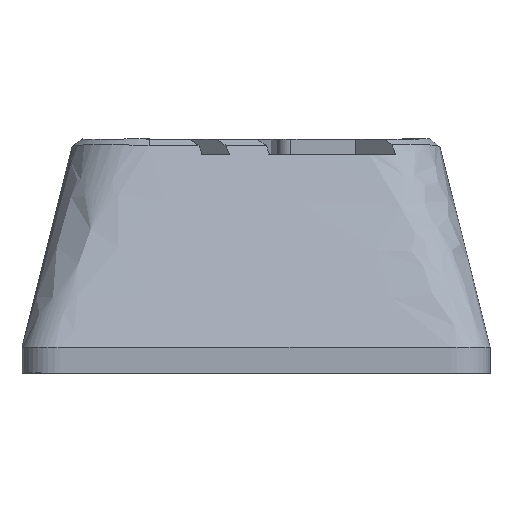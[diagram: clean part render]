
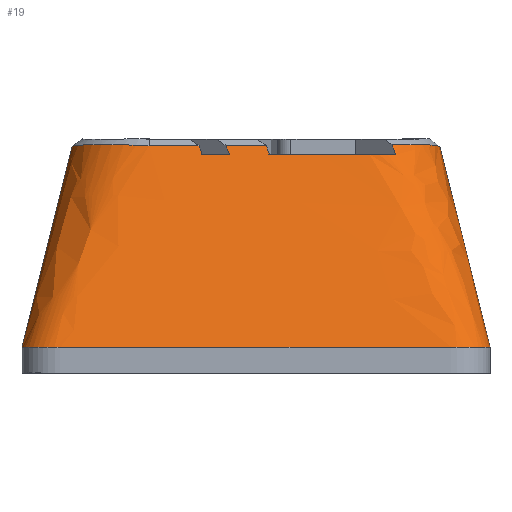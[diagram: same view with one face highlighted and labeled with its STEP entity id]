
A CAD part, front view. The second image highlights one B-rep face of the part: STEP entity #19.
In plain terms, the highlighted free-form (B-spline) face has degree [1, 2] with [2, 9] control points.
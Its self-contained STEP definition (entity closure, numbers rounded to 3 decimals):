
#19=ADVANCED_FACE('',(#119),#1580,.T.);
#119=FACE_OUTER_BOUND('',#219,.T.);
#219=EDGE_LOOP('',(#336,#337,#338,#339,#340,#341,#342,#343,#344,#345,#346,
#347,#348,#349));
#336=ORIENTED_EDGE('',*,*,#1117,.T.);
#337=ORIENTED_EDGE('',*,*,#881,.T.);
#338=ORIENTED_EDGE('',*,*,#880,.T.);
#339=ORIENTED_EDGE('',*,*,#1060,.T.);
#340=ORIENTED_EDGE('',*,*,#1062,.F.);
#341=ORIENTED_EDGE('',*,*,#1059,.T.);
#342=ORIENTED_EDGE('',*,*,#1109,.T.);
#343=ORIENTED_EDGE('',*,*,#1058,.T.);
#344=ORIENTED_EDGE('',*,*,#1061,.F.);
#345=ORIENTED_EDGE('',*,*,#1057,.T.);
#346=ORIENTED_EDGE('',*,*,#1108,.T.);
#347=ORIENTED_EDGE('',*,*,#879,.T.);
#348=ORIENTED_EDGE('',*,*,#868,.F.);
#349=ORIENTED_EDGE('',*,*,#1116,.F.);
#868=EDGE_CURVE('',#1417,#1421,#1150,.T.);
#879=EDGE_CURVE('',#1423,#1421,#1191,.T.);
#880=EDGE_CURVE('',#1424,#1527,#1192,.T.);
#881=EDGE_CURVE('',#1425,#1424,#1193,.T.);
#1057=EDGE_CURVE('',#1521,#1522,#1347,.T.);
#1058=EDGE_CURVE('',#1523,#1524,#1348,.T.);
#1059=EDGE_CURVE('',#1525,#1526,#1349,.T.);
#1060=EDGE_CURVE('',#1527,#1528,#1350,.T.);
#1061=EDGE_CURVE('',#1521,#1524,#1166,.T.);
#1062=EDGE_CURVE('',#1525,#1528,#1167,.T.);
#1108=EDGE_CURVE('',#1522,#1423,#1396,.T.);
#1109=EDGE_CURVE('',#1526,#1523,#1397,.T.);
#1116=EDGE_CURVE('',#1573,#1417,#1170,.T.);
#1117=EDGE_CURVE('',#1573,#1425,#1171,.T.);
#1150=(
BOUNDED_CURVE()
B_SPLINE_CURVE(1,(#2504,#2505),.UNSPECIFIED.,.F.,.F.)
B_SPLINE_CURVE_WITH_KNOTS((2,2),(11.131,19.935),
 .UNSPECIFIED.)
CURVE()
GEOMETRIC_REPRESENTATION_ITEM()
RATIONAL_B_SPLINE_CURVE((1.,1.))
REPRESENTATION_ITEM('')
);
#1166=(
BOUNDED_CURVE()
B_SPLINE_CURVE(2,(#3143,#3144,#3145),.UNSPECIFIED.,.F.,.F.)
B_SPLINE_CURVE_WITH_KNOTS((3,3),(7.837,9.514),
 .UNSPECIFIED.)
CURVE()
GEOMETRIC_REPRESENTATION_ITEM()
RATIONAL_B_SPLINE_CURVE((1.,1.,1.))
REPRESENTATION_ITEM('')
);
#1167=(
BOUNDED_CURVE()
B_SPLINE_CURVE(2,(#3146,#3147,#3148,#3149,#3150),.UNSPECIFIED.,.F.,.F.)
B_SPLINE_CURVE_WITH_KNOTS((3,2,3),(11.993,18.,19.128),
 .UNSPECIFIED.)
CURVE()
GEOMETRIC_REPRESENTATION_ITEM()
RATIONAL_B_SPLINE_CURVE((1.,1.,1.,0.98,1.))
REPRESENTATION_ITEM('')
);
#1170=(
BOUNDED_CURVE()
B_SPLINE_CURVE(2,(#3310,#3311,#3312,#3313,#3314,#3315,#3316,#3317,#3318),
 .UNSPECIFIED.,.F.,.F.)
B_SPLINE_CURVE_WITH_KNOTS((3,2,2,2,3),(-36.,-22.303,-18.,-4.303,
0.),.UNSPECIFIED.)
CURVE()
GEOMETRIC_REPRESENTATION_ITEM()
RATIONAL_B_SPLINE_CURVE((1.,1.,1.,0.707,1.,1.,1.,0.707,
1.))
REPRESENTATION_ITEM('')
);
#1171=(
BOUNDED_CURVE()
B_SPLINE_CURVE(1,(#3319,#3320),.UNSPECIFIED.,.F.,.F.)
B_SPLINE_CURVE_WITH_KNOTS((2,2),(11.131,19.935),
 .UNSPECIFIED.)
CURVE()
GEOMETRIC_REPRESENTATION_ITEM()
RATIONAL_B_SPLINE_CURVE((1.,1.))
REPRESENTATION_ITEM('')
);
#1191=B_SPLINE_CURVE_WITH_KNOTS('',3,(#2561,#2562,#2563,#2564,#2565),
 .UNSPECIFIED.,.F.,.F.,(4,1,4),(44.896,46.906,48.917),
 .UNSPECIFIED.);
#1192=B_SPLINE_CURVE_WITH_KNOTS('',3,(#2566,#2567,#2568,#2569,#2570),
 .UNSPECIFIED.,.F.,.F.,(4,1,4),(32.649,34.66,35.663),
 .UNSPECIFIED.);
#1193=B_SPLINE_CURVE_WITH_KNOTS('',3,(#2571,#2572,#2573,#2574),
 .UNSPECIFIED.,.F.,.F.,(4,4),(24.384,32.649),
 .UNSPECIFIED.);
#1347=B_SPLINE_CURVE_WITH_KNOTS('',3,(#3127,#3128,#3129,#3130),
 .UNSPECIFIED.,.F.,.F.,(4,4),(0.,0.386),.UNSPECIFIED.);
#1348=B_SPLINE_CURVE_WITH_KNOTS('',3,(#3131,#3132,#3133,#3134),
 .UNSPECIFIED.,.F.,.F.,(4,4),(0.294,0.68),
 .UNSPECIFIED.);
#1349=B_SPLINE_CURVE_WITH_KNOTS('',3,(#3135,#3136,#3137,#3138),
 .UNSPECIFIED.,.F.,.F.,(4,4),(0.,0.386),.UNSPECIFIED.);
#1350=B_SPLINE_CURVE_WITH_KNOTS('',3,(#3139,#3140,#3141,#3142),
 .UNSPECIFIED.,.F.,.F.,(4,4),(0.251,0.682),
 .UNSPECIFIED.);
#1396=B_SPLINE_CURVE_WITH_KNOTS('',3,(#3278,#3279,#3280,#3281),
 .UNSPECIFIED.,.F.,.F.,(4,4),(42.975,44.896),
 .UNSPECIFIED.);
#1397=B_SPLINE_CURVE_WITH_KNOTS('',3,(#3282,#3283,#3284,#3285),
 .UNSPECIFIED.,.F.,.F.,(4,4),(40.387,41.931),
 .UNSPECIFIED.);
#1417=VERTEX_POINT('',#2319);
#1421=VERTEX_POINT('',#2323);
#1423=VERTEX_POINT('',#2325);
#1424=VERTEX_POINT('',#2326);
#1425=VERTEX_POINT('',#2327);
#1521=VERTEX_POINT('',#2423);
#1522=VERTEX_POINT('',#2424);
#1523=VERTEX_POINT('',#2425);
#1524=VERTEX_POINT('',#2426);
#1525=VERTEX_POINT('',#2427);
#1526=VERTEX_POINT('',#2428);
#1527=VERTEX_POINT('',#2429);
#1528=VERTEX_POINT('',#2430);
#1573=VERTEX_POINT('',#2475);
#1580=(
BOUNDED_SURFACE()
B_SPLINE_SURFACE(1,2,((#2170,#2171,#2172,#2173,#2174,#2175,#2176,#2177,
#2178),(#2179,#2180,#2181,#2182,#2183,#2184,#2185,#2186,#2187)),
 .UNSPECIFIED.,.F.,.F.,.F.)
B_SPLINE_SURFACE_WITH_KNOTS((2,2),(3,2,2,2,3),(11.131,20.282),
(-36.,-22.303,-18.,-4.303,0.),.UNSPECIFIED.)
GEOMETRIC_REPRESENTATION_ITEM()
RATIONAL_B_SPLINE_SURFACE(((1.,1.,1.,0.707,1.,1.,1.,0.707,
1.),(1.,1.,1.,0.707,1.,1.,1.,0.707,1.)))
REPRESENTATION_ITEM('')
SURFACE()
);
#2170=CARTESIAN_POINT('',(9.,6.538,-8.));
#2171=CARTESIAN_POINT('',(9.,-0.962,-8.));
#2172=CARTESIAN_POINT('',(9.,-8.462,-8.));
#2173=CARTESIAN_POINT('',(9.,-9.962,-8.));
#2174=CARTESIAN_POINT('',(7.5,-9.962,-8.));
#2175=CARTESIAN_POINT('',(0.,-9.962,-8.));
#2176=CARTESIAN_POINT('',(-7.5,-9.962,-8.));
#2177=CARTESIAN_POINT('',(-9.,-9.962,-8.));
#2178=CARTESIAN_POINT('',(-9.,-8.462,-8.));
#2179=CARTESIAN_POINT('',(7.,4.038,0.));
#2180=CARTESIAN_POINT('',(7.,0.038,0.));
#2181=CARTESIAN_POINT('',(7.,-3.962,0.));
#2182=CARTESIAN_POINT('',(7.,-6.962,0.));
#2183=CARTESIAN_POINT('',(4.,-6.962,0.));
#2184=CARTESIAN_POINT('',(0.,-6.962,0.));
#2185=CARTESIAN_POINT('',(-4.,-6.962,0.));
#2186=CARTESIAN_POINT('',(-7.,-6.962,0.));
#2187=CARTESIAN_POINT('',(-7.,-3.962,0.));
#2319=CARTESIAN_POINT('',(-9.,-8.462,-8.));
#2323=CARTESIAN_POINT('',(-7.076,-4.133,-0.303));
#2325=CARTESIAN_POINT('',(-4.114,-7.059,-0.26));
#2326=CARTESIAN_POINT('',(7.076,-4.133,-0.303));
#2327=CARTESIAN_POINT('',(7.076,4.133,-0.303));
#2423=CARTESIAN_POINT('',(-2.063,-7.187,-0.6));
#2424=CARTESIAN_POINT('',(-2.192,-7.059,-0.26));
#2425=CARTESIAN_POINT('',(-1.149,-7.059,-0.26));
#2426=CARTESIAN_POINT('',(-1.02,-7.187,-0.6));
#2427=CARTESIAN_POINT('',(0.524,-7.187,-0.6));
#2428=CARTESIAN_POINT('',(0.396,-7.059,-0.26));
#2429=CARTESIAN_POINT('',(5.231,-6.819,-0.221));
#2430=CARTESIAN_POINT('',(5.377,-6.964,-0.6));
#2475=CARTESIAN_POINT('',(9.,6.538,-8.));
#2504=CARTESIAN_POINT('',(-9.,-8.462,-8.));
#2505=CARTESIAN_POINT('',(-7.076,-4.133,-0.303));
#2561=CARTESIAN_POINT('',(-4.114,-7.059,-0.26));
#2562=CARTESIAN_POINT('',(-4.885,-7.046,-0.222));
#2563=CARTESIAN_POINT('',(-6.375,-6.399,-0.197));
#2564=CARTESIAN_POINT('',(-7.062,-4.914,-0.246));
#2565=CARTESIAN_POINT('',(-7.076,-4.133,-0.303));
#2566=CARTESIAN_POINT('',(7.076,-4.133,-0.303));
#2567=CARTESIAN_POINT('',(7.062,-4.914,-0.246));
#2568=CARTESIAN_POINT('',(6.547,-6.027,-0.209));
#2569=CARTESIAN_POINT('',(5.581,-6.67,-0.214));
#2570=CARTESIAN_POINT('',(5.231,-6.819,-0.221));
#2571=CARTESIAN_POINT('',(7.076,4.133,-0.303));
#2572=CARTESIAN_POINT('',(7.076,1.378,-0.303));
#2573=CARTESIAN_POINT('',(7.076,-1.378,-0.303));
#2574=CARTESIAN_POINT('',(7.076,-4.133,-0.303));
#3127=CARTESIAN_POINT('',(-2.063,-7.187,-0.6));
#3128=CARTESIAN_POINT('',(-2.106,-7.145,-0.487));
#3129=CARTESIAN_POINT('',(-2.149,-7.102,-0.373));
#3130=CARTESIAN_POINT('',(-2.192,-7.059,-0.26));
#3131=CARTESIAN_POINT('',(-1.149,-7.059,-0.26));
#3132=CARTESIAN_POINT('',(-1.106,-7.102,-0.373));
#3133=CARTESIAN_POINT('',(-1.063,-7.145,-0.487));
#3134=CARTESIAN_POINT('',(-1.02,-7.187,-0.6));
#3135=CARTESIAN_POINT('',(0.524,-7.187,-0.6));
#3136=CARTESIAN_POINT('',(0.481,-7.145,-0.487));
#3137=CARTESIAN_POINT('',(0.438,-7.102,-0.373));
#3138=CARTESIAN_POINT('',(0.396,-7.059,-0.26));
#3139=CARTESIAN_POINT('',(5.231,-6.819,-0.221));
#3140=CARTESIAN_POINT('',(5.28,-6.867,-0.347));
#3141=CARTESIAN_POINT('',(5.328,-6.915,-0.474));
#3142=CARTESIAN_POINT('',(5.377,-6.964,-0.6));
#3143=CARTESIAN_POINT('',(-2.063,-7.187,-0.6));
#3144=CARTESIAN_POINT('',(-1.541,-7.187,-0.6));
#3145=CARTESIAN_POINT('',(-1.02,-7.187,-0.6));
#3146=CARTESIAN_POINT('',(0.524,-7.187,-0.6));
#3147=CARTESIAN_POINT('',(2.393,-7.187,-0.6));
#3148=CARTESIAN_POINT('',(4.263,-7.187,-0.6));
#3149=CARTESIAN_POINT('',(4.842,-7.187,-0.6));
#3150=CARTESIAN_POINT('',(5.377,-6.964,-0.6));
#3278=CARTESIAN_POINT('',(-2.192,-7.059,-0.26));
#3279=CARTESIAN_POINT('',(-2.832,-7.059,-0.26));
#3280=CARTESIAN_POINT('',(-3.473,-7.059,-0.26));
#3281=CARTESIAN_POINT('',(-4.114,-7.059,-0.26));
#3282=CARTESIAN_POINT('',(0.396,-7.059,-0.26));
#3283=CARTESIAN_POINT('',(-0.119,-7.059,-0.26));
#3284=CARTESIAN_POINT('',(-0.634,-7.059,-0.26));
#3285=CARTESIAN_POINT('',(-1.149,-7.059,-0.26));
#3310=CARTESIAN_POINT('',(9.,6.538,-8.));
#3311=CARTESIAN_POINT('',(9.,-0.962,-8.));
#3312=CARTESIAN_POINT('',(9.,-8.462,-8.));
#3313=CARTESIAN_POINT('',(9.,-9.962,-8.));
#3314=CARTESIAN_POINT('',(7.5,-9.962,-8.));
#3315=CARTESIAN_POINT('',(0.,-9.962,-8.));
#3316=CARTESIAN_POINT('',(-7.5,-9.962,-8.));
#3317=CARTESIAN_POINT('',(-9.,-9.962,-8.));
#3318=CARTESIAN_POINT('',(-9.,-8.462,-8.));
#3319=CARTESIAN_POINT('',(9.,6.538,-8.));
#3320=CARTESIAN_POINT('',(7.076,4.133,-0.303));
